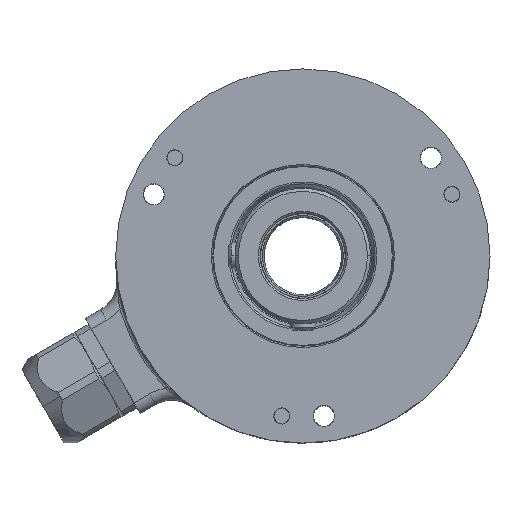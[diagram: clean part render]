
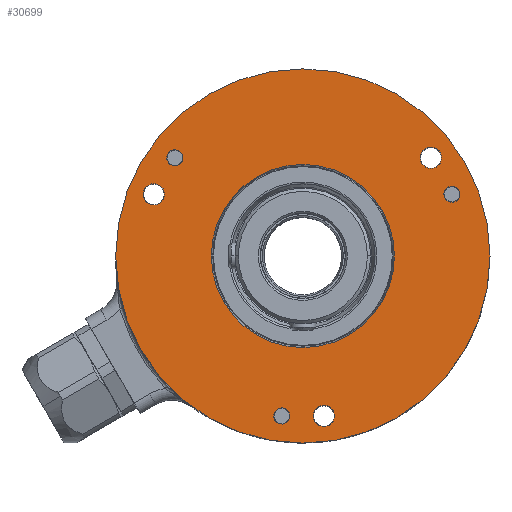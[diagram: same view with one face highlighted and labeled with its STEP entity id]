
A CAD part, top view. The second image highlights one B-rep face of the part: STEP entity #30699.
In plain terms, the highlighted planar face has unit normal (0, 0, 1).
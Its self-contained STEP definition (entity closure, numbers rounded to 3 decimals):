
#9621=CARTESIAN_POINT('',(0.,0.,18.));
#9622=DIRECTION('',(0.,0.,1.));
#9623=DIRECTION('',(1.,0.,0.));
#9624=AXIS2_PLACEMENT_3D('',#9621,#9622,#9623);
#9626=CARTESIAN_POINT('',(0.,0.,18.));
#9627=DIRECTION('',(0.,0.,1.));
#9628=DIRECTION('',(-1.,0.,0.));
#9629=AXIS2_PLACEMENT_3D('',#9626,#9627,#9628);
#9631=CARTESIAN_POINT('',(-19.834,15.219,18.));
#9632=DIRECTION('',(0.,0.,-1.));
#9633=DIRECTION('',(-0.793,0.609,0.));
#9634=AXIS2_PLACEMENT_3D('',#9631,#9632,#9633);
#9636=CARTESIAN_POINT('',(-19.834,15.219,18.));
#9637=DIRECTION('',(0.,0.,-1.));
#9638=DIRECTION('',(0.793,-0.609,0.));
#9639=AXIS2_PLACEMENT_3D('',#9636,#9637,#9638);
#9641=CARTESIAN_POINT('',(-3.263,-24.786,18.));
#9642=DIRECTION('',(0.,0.,-1.));
#9643=DIRECTION('',(-0.131,-0.991,0.));
#9644=AXIS2_PLACEMENT_3D('',#9641,#9642,#9643);
#9646=CARTESIAN_POINT('',(-3.263,-24.786,18.));
#9647=DIRECTION('',(0.,0.,-1.));
#9648=DIRECTION('',(0.131,0.991,0.));
#9649=AXIS2_PLACEMENT_3D('',#9646,#9647,#9648);
#9651=CARTESIAN_POINT('',(23.097,9.567,18.));
#9652=DIRECTION('',(0.,0.,-1.));
#9653=DIRECTION('',(0.924,0.383,0.));
#9654=AXIS2_PLACEMENT_3D('',#9651,#9652,#9653);
#9656=CARTESIAN_POINT('',(23.097,9.567,18.));
#9657=DIRECTION('',(0.,0.,-1.));
#9658=DIRECTION('',(-0.924,-0.383,0.));
#9659=AXIS2_PLACEMENT_3D('',#9656,#9657,#9658);
#9661=CARTESIAN_POINT('',(3.263,-24.786,18.));
#9662=DIRECTION('',(0.,0.,1.));
#9663=DIRECTION('',(0.,-1.,0.));
#9664=AXIS2_PLACEMENT_3D('',#9661,#9662,#9663);
#9666=CARTESIAN_POINT('',(3.263,-24.786,18.));
#9667=DIRECTION('',(0.,0.,1.));
#9668=DIRECTION('',(0.,1.,0.));
#9669=AXIS2_PLACEMENT_3D('',#9666,#9667,#9668);
#9671=CARTESIAN_POINT('',(19.834,15.219,18.));
#9672=DIRECTION('',(0.,0.,1.));
#9673=DIRECTION('',(0.,-1.,0.));
#9674=AXIS2_PLACEMENT_3D('',#9671,#9672,#9673);
#9676=CARTESIAN_POINT('',(19.834,15.219,18.));
#9677=DIRECTION('',(0.,0.,1.));
#9678=DIRECTION('',(0.,1.,0.));
#9679=AXIS2_PLACEMENT_3D('',#9676,#9677,#9678);
#9681=CARTESIAN_POINT('',(-23.097,9.567,18.));
#9682=DIRECTION('',(0.,0.,1.));
#9683=DIRECTION('',(0.,-1.,0.));
#9684=AXIS2_PLACEMENT_3D('',#9681,#9682,#9683);
#9686=CARTESIAN_POINT('',(-23.097,9.567,18.));
#9687=DIRECTION('',(0.,0.,1.));
#9688=DIRECTION('',(0.,1.,0.));
#9689=AXIS2_PLACEMENT_3D('',#9686,#9687,#9688);
#9691=CARTESIAN_POINT('',(0.,0.,18.));
#9692=DIRECTION('',(0.,0.,-1.));
#9693=DIRECTION('',(-1.,0.,0.));
#9694=AXIS2_PLACEMENT_3D('',#9691,#9692,#9693);
#9709=CARTESIAN_POINT('',(0.,0.,18.));
#9710=DIRECTION('',(0.,0.,-1.));
#9711=DIRECTION('',(1.,0.,0.));
#9712=AXIS2_PLACEMENT_3D('',#9709,#9710,#9711);
#16460=CARTESIAN_POINT('',(29.,0.,18.));
#16461=CARTESIAN_POINT('',(-29.,0.,18.));
#16462=VERTEX_POINT('',#16460);
#16463=VERTEX_POINT('',#16461);
#16544=CARTESIAN_POINT('',(-20.826,15.98,18.));
#16545=CARTESIAN_POINT('',(-18.842,14.458,18.));
#16546=VERTEX_POINT('',#16544);
#16547=VERTEX_POINT('',#16545);
#16548=CARTESIAN_POINT('',(-3.426,-26.025,18.));
#16549=CARTESIAN_POINT('',(-3.1,-23.547,18.));
#16550=VERTEX_POINT('',#16548);
#16551=VERTEX_POINT('',#16549);
#16552=CARTESIAN_POINT('',(24.252,10.045,18.));
#16553=CARTESIAN_POINT('',(21.942,9.089,18.));
#16554=VERTEX_POINT('',#16552);
#16555=VERTEX_POINT('',#16553);
#16654=CARTESIAN_POINT('',(14.188,0.,18.));
#16655=CARTESIAN_POINT('',(-14.188,0.,18.));
#16656=VERTEX_POINT('',#16654);
#16657=VERTEX_POINT('',#16655);
#16853=CARTESIAN_POINT('',(3.263,-26.436,18.));
#16854=CARTESIAN_POINT('',(3.263,-23.136,18.));
#16855=VERTEX_POINT('',#16853);
#16856=VERTEX_POINT('',#16854);
#16861=CARTESIAN_POINT('',(19.834,13.569,18.));
#16862=CARTESIAN_POINT('',(19.834,16.869,18.));
#16863=VERTEX_POINT('',#16861);
#16864=VERTEX_POINT('',#16862);
#16869=CARTESIAN_POINT('',(-23.097,7.917,18.));
#16870=CARTESIAN_POINT('',(-23.097,11.217,18.));
#16871=VERTEX_POINT('',#16869);
#16872=VERTEX_POINT('',#16870);
#30648=CARTESIAN_POINT('',(0.,0.,18.));
#30649=DIRECTION('',(0.,0.,1.));
#30650=DIRECTION('',(1.,0.,0.));
#30651=AXIS2_PLACEMENT_3D('',#30648,#30649,#30650);
#30652=PLANE('',#30651);
#30653=ORIENTED_EDGE('',*,*,#30625,.F.);
#30654=ORIENTED_EDGE('',*,*,#30639,.F.);
#30655=EDGE_LOOP('',(#30653,#30654));
#30656=FACE_OUTER_BOUND('',#30655,.F.);
#30658=ORIENTED_EDGE('',*,*,#30657,.F.);
#30660=ORIENTED_EDGE('',*,*,#30659,.F.);
#30661=EDGE_LOOP('',(#30658,#30660));
#30662=FACE_BOUND('',#30661,.F.);
#30664=ORIENTED_EDGE('',*,*,#30663,.F.);
#30666=ORIENTED_EDGE('',*,*,#30665,.F.);
#30667=EDGE_LOOP('',(#30664,#30666));
#30668=FACE_BOUND('',#30667,.F.);
#30670=ORIENTED_EDGE('',*,*,#30669,.F.);
#30672=ORIENTED_EDGE('',*,*,#30671,.F.);
#30673=EDGE_LOOP('',(#30670,#30672));
#30674=FACE_BOUND('',#30673,.F.);
#30676=ORIENTED_EDGE('',*,*,#30675,.F.);
#30678=ORIENTED_EDGE('',*,*,#30677,.F.);
#30679=EDGE_LOOP('',(#30676,#30678));
#30680=FACE_BOUND('',#30679,.F.);
#30682=ORIENTED_EDGE('',*,*,#30681,.T.);
#30684=ORIENTED_EDGE('',*,*,#30683,.T.);
#30685=EDGE_LOOP('',(#30682,#30684));
#30686=FACE_BOUND('',#30685,.F.);
#30688=ORIENTED_EDGE('',*,*,#30687,.T.);
#30690=ORIENTED_EDGE('',*,*,#30689,.T.);
#30691=EDGE_LOOP('',(#30688,#30690));
#30692=FACE_BOUND('',#30691,.F.);
#30694=ORIENTED_EDGE('',*,*,#30693,.T.);
#30696=ORIENTED_EDGE('',*,*,#30695,.T.);
#30697=EDGE_LOOP('',(#30694,#30696));
#30698=FACE_BOUND('',#30697,.F.);
#9625=CIRCLE('',#9624,29.);
#9630=CIRCLE('',#9629,29.);
#9635=CIRCLE('',#9634,1.25);
#9640=CIRCLE('',#9639,1.25);
#9645=CIRCLE('',#9644,1.25);
#9650=CIRCLE('',#9649,1.25);
#9655=CIRCLE('',#9654,1.25);
#9660=CIRCLE('',#9659,1.25);
#9665=CIRCLE('',#9664,1.65);
#9670=CIRCLE('',#9669,1.65);
#9675=CIRCLE('',#9674,1.65);
#9680=CIRCLE('',#9679,1.65);
#9685=CIRCLE('',#9684,1.65);
#9690=CIRCLE('',#9689,1.65);
#9695=CIRCLE('',#9694,14.188);
#9713=CIRCLE('',#9712,14.188);
#30625=EDGE_CURVE('',#16462,#16463,#9625,.T.);
#30639=EDGE_CURVE('',#16463,#16462,#9630,.T.);
#30657=EDGE_CURVE('',#16657,#16656,#9695,.T.);
#30659=EDGE_CURVE('',#16656,#16657,#9713,.T.);
#30663=EDGE_CURVE('',#16546,#16547,#9635,.T.);
#30665=EDGE_CURVE('',#16547,#16546,#9640,.T.);
#30669=EDGE_CURVE('',#16550,#16551,#9645,.T.);
#30671=EDGE_CURVE('',#16551,#16550,#9650,.T.);
#30675=EDGE_CURVE('',#16554,#16555,#9655,.T.);
#30677=EDGE_CURVE('',#16555,#16554,#9660,.T.);
#30681=EDGE_CURVE('',#16855,#16856,#9665,.T.);
#30683=EDGE_CURVE('',#16856,#16855,#9670,.T.);
#30687=EDGE_CURVE('',#16863,#16864,#9675,.T.);
#30689=EDGE_CURVE('',#16864,#16863,#9680,.T.);
#30693=EDGE_CURVE('',#16871,#16872,#9685,.T.);
#30695=EDGE_CURVE('',#16872,#16871,#9690,.T.);
#30699=ADVANCED_FACE('',(#30656,#30662,#30668,#30674,#30680,#30686,#30692,
#30698),#30652,.T.);
